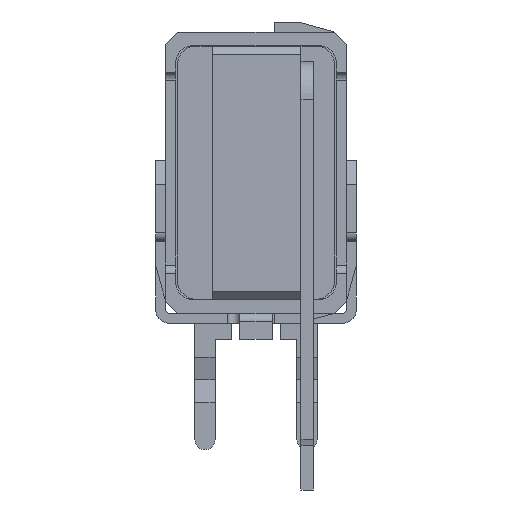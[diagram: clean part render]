
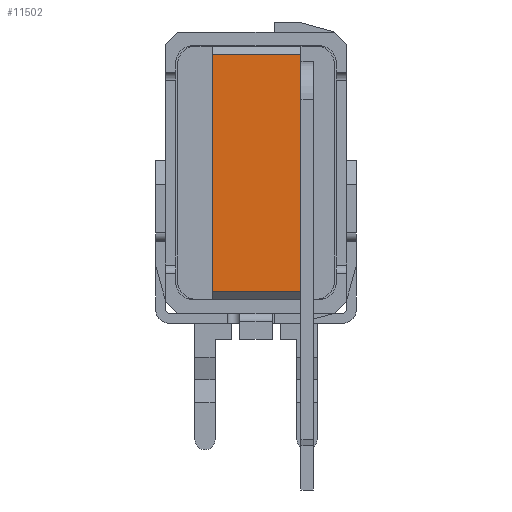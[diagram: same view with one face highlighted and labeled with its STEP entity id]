
A CAD part, front view. The second image highlights one B-rep face of the part: STEP entity #11502.
In plain terms, the highlighted planar face has unit normal (0, -1, 0).
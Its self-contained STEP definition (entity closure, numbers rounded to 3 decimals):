
#112 = VECTOR ( 'NONE', #9830, 1000. ) ;
#261 = CARTESIAN_POINT ( 'NONE',  ( -2.95, -6.7, 1.08 ) ) ;
#433 = ORIENTED_EDGE ( 'NONE', *, *, #823, .F. ) ;
#449 = CARTESIAN_POINT ( 'NONE',  ( 2.95, -6.7, 1.08 ) ) ;
#568 = CARTESIAN_POINT ( 'NONE',  ( -2.95, -6.7, 1.08 ) ) ;
#588 = EDGE_CURVE ( 'NONE', #3259, #9985, #1328, .T. ) ;
#813 = VERTEX_POINT ( 'NONE', #8795 ) ;
#823 = EDGE_CURVE ( 'NONE', #5289, #813, #11646, .T. ) ;
#841 = EDGE_CURVE ( 'NONE', #3678, #5289, #7089, .T. ) ;
#879 = VERTEX_POINT ( 'NONE', #1601 ) ;
#1099 = VECTOR ( 'NONE', #7946, 1000. ) ;
#1328 = LINE ( 'NONE', #9955, #8980 ) ;
#1428 = DIRECTION ( 'NONE',  ( 0., 0., -1. ) ) ;
#1504 = DIRECTION ( 'NONE',  ( 1., 0., 0. ) ) ;
#1601 = CARTESIAN_POINT ( 'NONE',  ( 2.77, -6.7, -1.12 ) ) ;
#1687 = DIRECTION ( 'NONE',  ( 1., 0., 0. ) ) ;
#2060 = LINE ( 'NONE', #10518, #12005 ) ;
#2345 = DIRECTION ( 'NONE',  ( 0., 0., -1. ) ) ;
#2459 = ORIENTED_EDGE ( 'NONE', *, *, #11640, .T. ) ;
#2526 = LINE ( 'NONE', #6300, #112 ) ;
#2567 = VERTEX_POINT ( 'NONE', #8594 ) ;
#2643 = CARTESIAN_POINT ( 'NONE',  ( -2.95, -6.7, -1.12 ) ) ;
#2824 = LINE ( 'NONE', #2643, #9902 ) ;
#3102 = ORIENTED_EDGE ( 'NONE', *, *, #12038, .T. ) ;
#3259 = VERTEX_POINT ( 'NONE', #7595 ) ;
#3512 = ORIENTED_EDGE ( 'NONE', *, *, #8231, .T. ) ;
#3622 = LINE ( 'NONE', #10168, #10539 ) ;
#3666 = LINE ( 'NONE', #8047, #10278 ) ;
#3678 = VERTEX_POINT ( 'NONE', #568 ) ;
#3749 = CARTESIAN_POINT ( 'NONE',  ( -0.22, -6.7, -1.12 ) ) ;
#4073 = ORIENTED_EDGE ( 'NONE', *, *, #11529, .T. ) ;
#4375 = VERTEX_POINT ( 'NONE', #3749 ) ;
#4453 = EDGE_CURVE ( 'NONE', #879, #813, #3622, .T. ) ;
#5108 = FACE_OUTER_BOUND ( 'NONE', #10375, .T. ) ;
#5289 = VERTEX_POINT ( 'NONE', #10858 ) ;
#5443 = ORIENTED_EDGE ( 'NONE', *, *, #4453, .T. ) ;
#5573 = VECTOR ( 'NONE', #2345, 1000. ) ;
#5679 = ORIENTED_EDGE ( 'NONE', *, *, #5748, .T. ) ;
#5748 = EDGE_CURVE ( 'NONE', #4375, #3259, #2060, .T. ) ;
#6112 = LINE ( 'NONE', #261, #6529 ) ;
#6180 = CARTESIAN_POINT ( 'NONE',  ( -2.95, -6.7, 1.08 ) ) ;
#6207 = CARTESIAN_POINT ( 'NONE',  ( 2.32, -6.7, -1.12 ) ) ;
#6300 = CARTESIAN_POINT ( 'NONE',  ( -2.95, -6.7, -1.12 ) ) ;
#6529 = VECTOR ( 'NONE', #1428, 1000. ) ;
#6680 = AXIS2_PLACEMENT_3D ( 'NONE', #6180, #11714, #10824 ) ;
#6757 = EDGE_CURVE ( 'NONE', #2567, #9918, #10207, .T. ) ;
#6963 = CARTESIAN_POINT ( 'NONE',  ( -2.95, -6.7, 1.08 ) ) ;
#7089 = LINE ( 'NONE', #6963, #1099 ) ;
#7595 = CARTESIAN_POINT ( 'NONE',  ( 0.23, -6.7, -1.12 ) ) ;
#7946 = DIRECTION ( 'NONE',  ( 1., 0., 0. ) ) ;
#8047 = CARTESIAN_POINT ( 'NONE',  ( -2.95, -6.7, -1.12 ) ) ;
#8201 = VERTEX_POINT ( 'NONE', #9762 ) ;
#8231 = EDGE_CURVE ( 'NONE', #3678, #2567, #6112, .T. ) ;
#8594 = CARTESIAN_POINT ( 'NONE',  ( -2.95, -6.7, -1.12 ) ) ;
#8795 = CARTESIAN_POINT ( 'NONE',  ( 2.95, -6.7, -1.12 ) ) ;
#8859 = PLANE ( 'NONE',  #6680 ) ;
#8980 = VECTOR ( 'NONE', #1504, 1000. ) ;
#9340 = DIRECTION ( 'NONE',  ( 1., 0., 0. ) ) ;
#9598 = ORIENTED_EDGE ( 'NONE', *, *, #6757, .T. ) ;
#9694 = ORIENTED_EDGE ( 'NONE', *, *, #588, .T. ) ;
#9762 = CARTESIAN_POINT ( 'NONE',  ( -2.31, -6.7, -1.12 ) ) ;
#9830 = DIRECTION ( 'NONE',  ( 1., 0., 0. ) ) ;
#9902 = VECTOR ( 'NONE', #12007, 1000. ) ;
#9918 = VERTEX_POINT ( 'NONE', #11568 ) ;
#9924 = ORIENTED_EDGE ( 'NONE', *, *, #841, .F. ) ;
#9955 = CARTESIAN_POINT ( 'NONE',  ( -2.95, -6.7, -1.12 ) ) ;
#9985 = VERTEX_POINT ( 'NONE', #6207 ) ;
#10168 = CARTESIAN_POINT ( 'NONE',  ( -2.95, -6.7, -1.12 ) ) ;
#10207 = LINE ( 'NONE', #11112, #10987 ) ;
#10278 = VECTOR ( 'NONE', #1687, 1000. ) ;
#10375 = EDGE_LOOP ( 'NONE', ( #9598, #4073, #3102, #5679, #9694, #2459, #5443, #433, #9924, #3512 ) ) ;
#10458 = DIRECTION ( 'NONE',  ( 1., 0., 0. ) ) ;
#10518 = CARTESIAN_POINT ( 'NONE',  ( -2.95, -6.7, -1.12 ) ) ;
#10539 = VECTOR ( 'NONE', #12050, 1000. ) ;
#10824 = DIRECTION ( 'NONE',  ( 0., 0., 1. ) ) ;
#10858 = CARTESIAN_POINT ( 'NONE',  ( 2.95, -6.7, 1.08 ) ) ;
#10987 = VECTOR ( 'NONE', #9340, 1000. ) ;
#11112 = CARTESIAN_POINT ( 'NONE',  ( -2.95, -6.7, -1.12 ) ) ;
#11502 = ADVANCED_FACE ( 'NONE', ( #5108 ), #8859, .F. ) ;
#11529 = EDGE_CURVE ( 'NONE', #9918, #8201, #2526, .T. ) ;
#11568 = CARTESIAN_POINT ( 'NONE',  ( -2.76, -6.7, -1.12 ) ) ;
#11640 = EDGE_CURVE ( 'NONE', #9985, #879, #2824, .T. ) ;
#11646 = LINE ( 'NONE', #449, #5573 ) ;
#11714 = DIRECTION ( 'NONE',  ( 0., 1., 0. ) ) ;
#12005 = VECTOR ( 'NONE', #10458, 1000. ) ;
#12007 = DIRECTION ( 'NONE',  ( 1., 0., 0. ) ) ;
#12038 = EDGE_CURVE ( 'NONE', #8201, #4375, #3666, .T. ) ;
#12050 = DIRECTION ( 'NONE',  ( 1., 0., 0. ) ) ;
